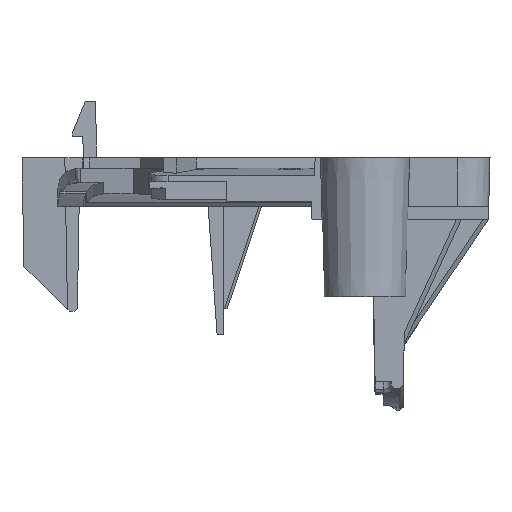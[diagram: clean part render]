
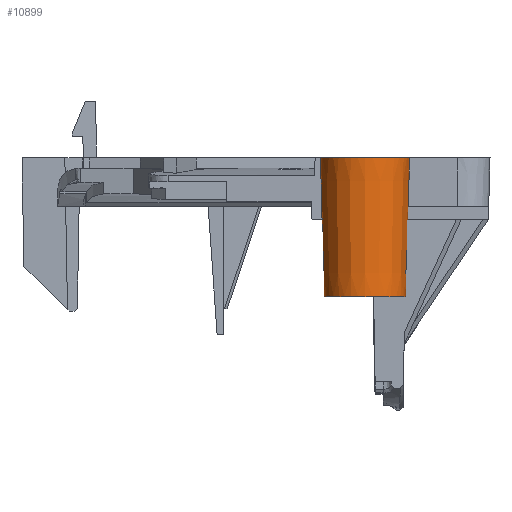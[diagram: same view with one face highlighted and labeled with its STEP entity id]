
A CAD part, left-side view. The second image highlights one B-rep face of the part: STEP entity #10899.
In plain terms, the highlighted conical face has half-angle 1.5 degrees and reference radius 3.202 mm.
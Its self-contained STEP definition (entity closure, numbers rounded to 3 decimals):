
#516=CIRCLE('',#11024,3.486);
#517=CIRCLE('',#11025,3.486);
#562=CIRCLE('',#11197,3.387);
#565=CIRCLE('',#11215,3.36);
#614=CIRCLE('',#11520,3.202);
#689=CONICAL_SURFACE('',#11618,3.202,0.026);
#1217=FACE_OUTER_BOUND('',#1809,.T.);
#1809=EDGE_LOOP('',(#9792,#9793,#9794,#9795,#9796,#9797,#9798,#9799,#9800,
#9801));
#1876=(
BOUNDED_CURVE()
B_SPLINE_CURVE(2,(#23693,#23694,#23695),.UNSPECIFIED.,.F.,.F.)
B_SPLINE_CURVE_WITH_KNOTS((3,3),(2.584,2.672),
 .UNSPECIFIED.)
CURVE()
GEOMETRIC_REPRESENTATION_ITEM()
RATIONAL_B_SPLINE_CURVE((1.,1.,1.))
REPRESENTATION_ITEM('')
);
#1886=(
BOUNDED_CURVE()
B_SPLINE_CURVE(2,(#24011,#24012,#24013),.UNSPECIFIED.,.F.,.F.)
B_SPLINE_CURVE_WITH_KNOTS((3,3),(4.366,4.83),
 .UNSPECIFIED.)
CURVE()
GEOMETRIC_REPRESENTATION_ITEM()
RATIONAL_B_SPLINE_CURVE((1.,1.,1.))
REPRESENTATION_ITEM('')
);
#2960=LINE('',#24008,#4049);
#2961=LINE('',#24010,#4050);
#4049=VECTOR('',#14067,10.);
#4050=VECTOR('',#14070,3.327);
#4312=VERTEX_POINT('',#14760);
#4313=VERTEX_POINT('',#14762);
#4314=VERTEX_POINT('',#14764);
#4728=VERTEX_POINT('',#18502);
#4729=VERTEX_POINT('',#18503);
#4779=VERTEX_POINT('',#18633);
#4780=VERTEX_POINT('',#18635);
#5118=VERTEX_POINT('',#23690);
#5409=EDGE_CURVE('',#4312,#4313,#516,.F.);
#5410=EDGE_CURVE('',#4313,#4314,#517,.F.);
#5943=EDGE_CURVE('',#4728,#4729,#562,.F.);
#6016=EDGE_CURVE('',#4780,#4779,#565,.F.);
#6624=EDGE_CURVE('',#5118,#5118,#614,.T.);
#6625=EDGE_CURVE('',#4779,#4729,#1876,.F.);
#6718=EDGE_CURVE('',#4314,#4728,#2960,.T.);
#6719=EDGE_CURVE('',#4313,#5118,#2961,.T.);
#6720=EDGE_CURVE('',#4312,#4780,#1886,.F.);
#9792=ORIENTED_EDGE('',*,*,#5943,.F.);
#9793=ORIENTED_EDGE('',*,*,#6718,.F.);
#9794=ORIENTED_EDGE('',*,*,#5410,.F.);
#9795=ORIENTED_EDGE('',*,*,#6719,.T.);
#9796=ORIENTED_EDGE('',*,*,#6624,.F.);
#9797=ORIENTED_EDGE('',*,*,#6719,.F.);
#9798=ORIENTED_EDGE('',*,*,#5409,.F.);
#9799=ORIENTED_EDGE('',*,*,#6720,.T.);
#9800=ORIENTED_EDGE('',*,*,#6016,.T.);
#9801=ORIENTED_EDGE('',*,*,#6625,.T.);
#10899=ADVANCED_FACE('',(#1217),#689,.T.);
#11024=AXIS2_PLACEMENT_3D('',#14763,#12035,#12036);
#11025=AXIS2_PLACEMENT_3D('',#14765,#12037,#12038);
#11197=AXIS2_PLACEMENT_3D('',#18504,#12731,#12732);
#11215=AXIS2_PLACEMENT_3D('',#18636,#12830,#12831);
#11520=AXIS2_PLACEMENT_3D('',#23691,#13810,#13811);
#11618=AXIS2_PLACEMENT_3D('',#24009,#14068,#14069);
#12035=DIRECTION('center_axis',(0.,0.,-1.));
#12036=DIRECTION('ref_axis',(1.,0.,0.));
#12037=DIRECTION('center_axis',(0.,0.,-1.));
#12038=DIRECTION('ref_axis',(1.,0.,0.));
#12731=DIRECTION('center_axis',(0.,0.,-1.));
#12732=DIRECTION('ref_axis',(1.,0.,0.));
#12830=DIRECTION('center_axis',(0.,0.,1.));
#12831=DIRECTION('ref_axis',(1.,0.,0.));
#13810=DIRECTION('center_axis',(0.,0.,-1.));
#13811=DIRECTION('ref_axis',(1.,0.,0.));
#14067=DIRECTION('',(0.,0.026,-1.));
#14068=DIRECTION('center_axis',(0.,0.,1.));
#14069=DIRECTION('ref_axis',(1.,0.,0.));
#14070=DIRECTION('',(0.026,0.,-1.));
#14760=CARTESIAN_POINT('',(-59.406,9.736,-0.82));
#14762=CARTESIAN_POINT('',(-62.946,6.25,-0.82));
#14763=CARTESIAN_POINT('Origin',(-59.46,6.25,-0.82));
#14764=CARTESIAN_POINT('',(-59.46,2.764,-0.82));
#14765=CARTESIAN_POINT('Origin',(-59.46,6.25,-0.82));
#18502=CARTESIAN_POINT('',(-59.46,2.863,-4.62));
#18503=CARTESIAN_POINT('',(-56.114,6.774,-4.62));
#18504=CARTESIAN_POINT('Origin',(-59.46,6.25,-4.62));
#18633=CARTESIAN_POINT('',(-56.145,6.8,-5.62));
#18635=CARTESIAN_POINT('',(-59.407,9.61,-5.62));
#18636=CARTESIAN_POINT('Origin',(-59.46,6.25,-5.62));
#23690=CARTESIAN_POINT('',(-62.662,6.25,-11.67));
#23691=CARTESIAN_POINT('Origin',(-59.46,6.25,-11.67));
#23693=CARTESIAN_POINT('Ctrl Pts',(-56.114,6.774,-4.62));
#23694=CARTESIAN_POINT('Ctrl Pts',(-56.13,6.787,-5.122));
#23695=CARTESIAN_POINT('Ctrl Pts',(-56.145,6.8,-5.62));
#24008=CARTESIAN_POINT('',(-59.46,3.048,-11.667));
#24009=CARTESIAN_POINT('Origin',(-59.46,6.25,-11.667));
#24010=CARTESIAN_POINT('',(-62.662,6.25,-11.667));
#24011=CARTESIAN_POINT('Ctrl Pts',(-59.407,9.61,-5.62));
#24012=CARTESIAN_POINT('Ctrl Pts',(-59.406,9.672,-3.242));
#24013=CARTESIAN_POINT('Ctrl Pts',(-59.406,9.736,-0.82));
